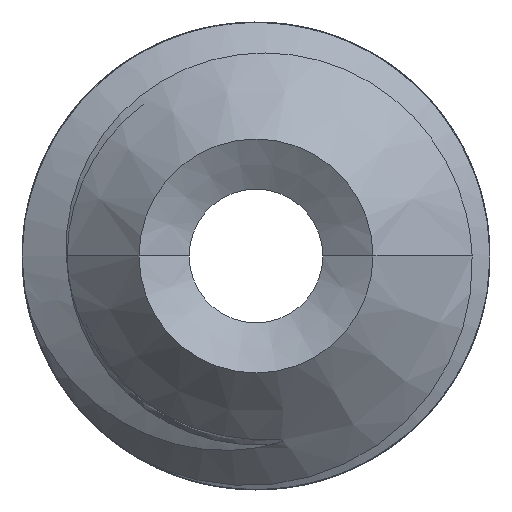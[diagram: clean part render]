
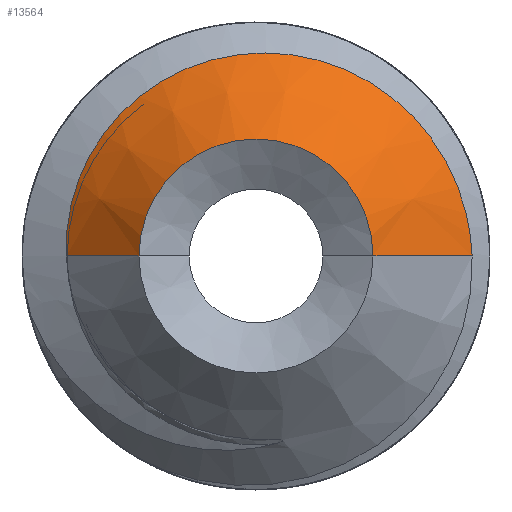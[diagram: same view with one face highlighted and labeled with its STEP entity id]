
A CAD part, left-side view. The second image highlights one B-rep face of the part: STEP entity #13564.
In plain terms, the highlighted conical face has half-angle 45 degrees and reference radius 1.266 mm.
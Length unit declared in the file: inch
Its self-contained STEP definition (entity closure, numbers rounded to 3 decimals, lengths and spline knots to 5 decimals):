
#5130=CARTESIAN_POINT('',(0.02173,0.05673,0.));
#5131=CARTESIAN_POINT('',(0.0219,0.0569,
0.004));
#5132=CARTESIAN_POINT('',(0.02226,0.05641,
0.01207));
#5133=CARTESIAN_POINT('',(0.02279,0.0531,
0.02389));
#5134=CARTESIAN_POINT('',(0.02332,0.04741,
0.03467));
#5135=CARTESIAN_POINT('',(0.02385,0.03958,
0.04413));
#5136=CARTESIAN_POINT('',(0.02439,0.0296,
0.05201));
#5137=CARTESIAN_POINT('',(0.02493,0.01792,
0.05768));
#5138=CARTESIAN_POINT('',(0.02547,0.00532,
0.06067));
#5139=CARTESIAN_POINT('',(0.02599,-0.00717,
0.061));
#5140=CARTESIAN_POINT('',(0.02652,-0.01995,
0.05869));
#5141=CARTESIAN_POINT('',(0.02705,-0.03218,
0.0536));
#5142=CARTESIAN_POINT('',(0.02758,-0.04296,
0.04611));
#5143=CARTESIAN_POINT('',(0.0281,-0.05186,
0.03673));
#5144=CARTESIAN_POINT('',(0.02862,-0.0588,
0.02546));
#5145=CARTESIAN_POINT('',(0.02914,-0.06323,
0.01313));
#5146=CARTESIAN_POINT('',(0.02948,-0.06448,
0.0044));
#5147=CARTESIAN_POINT('',(0.02965,-0.06465,0.));
#6314=DIRECTION('',(0.707,0.707,0.));
#6315=VECTOR('',#6314,0.03073);
#6316=CARTESIAN_POINT('',(0.,0.035,0.));
#6317=LINE('',#6316,#6315);
#6318=DIRECTION('',(0.707,-0.707,0.));
#6319=VECTOR('',#6318,0.04193);
#6320=CARTESIAN_POINT('',(0.,-0.035,0.));
#6321=LINE('',#6320,#6319);
#6322=CARTESIAN_POINT('',(0.,0.,0.));
#6323=DIRECTION('',(1.,0.,0.));
#6324=DIRECTION('',(0.,1.,0.));
#6325=AXIS2_PLACEMENT_3D('',#6322,#6323,#6324);
#6723=CARTESIAN_POINT('',(0.,0.035,0.));
#6724=CARTESIAN_POINT('',(0.02173,0.05673,0.));
#6725=VERTEX_POINT('',#6723);
#6726=VERTEX_POINT('',#6724);
#6727=CARTESIAN_POINT('',(0.,-0.035,0.));
#6728=CARTESIAN_POINT('',(0.02965,-0.06465,0.));
#6729=VERTEX_POINT('',#6727);
#6730=VERTEX_POINT('',#6728);
#13552=CARTESIAN_POINT('',(0.01483,0.,0.));
#13553=DIRECTION('',(1.,0.,0.));
#13554=DIRECTION('',(0.,-1.,0.));
#13555=AXIS2_PLACEMENT_3D('',#13552,#13553,#13554);
#13556=CONICAL_SURFACE('',#13555,0.04983,45.);
#13557=ORIENTED_EDGE('',*,*,#10472,.T.);
#13558=ORIENTED_EDGE('',*,*,#10456,.T.);
#13559=ORIENTED_EDGE('',*,*,#10476,.F.);
#13561=ORIENTED_EDGE('',*,*,#13560,.F.);
#13562=EDGE_LOOP('',(#13557,#13558,#13559,#13561));
#13563=FACE_OUTER_BOUND('',#13562,.F.);
#5148=B_SPLINE_CURVE_WITH_KNOTS('',3,(#5130,#5131,#5132,#5133,#5134,#5135,#5136,
#5137,#5138,#5139,#5140,#5141,#5142,#5143,#5144,#5145,#5146,#5147),
.UNSPECIFIED.,.F.,.F.,(4,1,1,1,1,1,1,1,1,1,1,1,1,1,1,4),(0.,0.06667,
0.13333,0.2,0.26667,0.33333,0.4,
0.46667,0.53333,0.6,0.66667,0.73333,
0.8,0.86667,0.93333,1.),.UNSPECIFIED.);
#6326=CIRCLE('',#6325,0.035);
#10456=EDGE_CURVE('',#6726,#6730,#5148,.T.);
#10472=EDGE_CURVE('',#6725,#6726,#6317,.T.);
#10476=EDGE_CURVE('',#6729,#6730,#6321,.T.);
#13560=EDGE_CURVE('',#6725,#6729,#6326,.T.);
#13564=ADVANCED_FACE('',(#13563),#13556,.T.);
